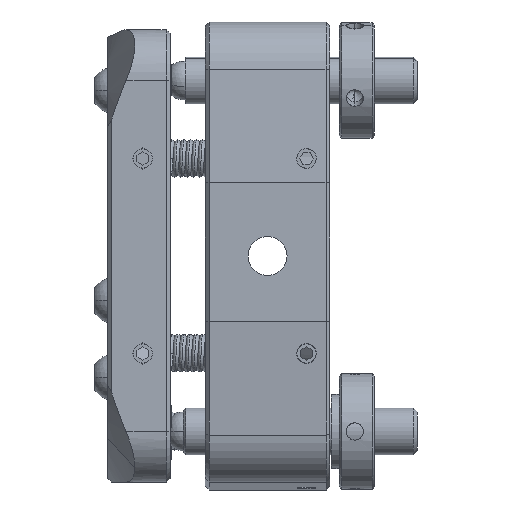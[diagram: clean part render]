
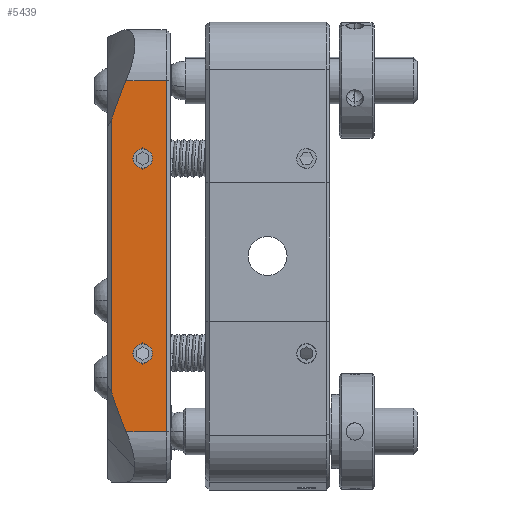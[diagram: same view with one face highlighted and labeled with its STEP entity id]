
A CAD part, left-side view. The second image highlights one B-rep face of the part: STEP entity #5439.
In plain terms, the highlighted planar face has unit normal (-1, 0, 0).
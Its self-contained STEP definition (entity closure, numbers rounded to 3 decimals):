
#118 = DIRECTION ( 'NONE',  ( 0., -1., 0. ) ) ;
#258 = EDGE_LOOP ( 'NONE', ( #13015, #23809, #15490, #25905, #2993, #346 ) ) ;
#346 = ORIENTED_EDGE ( 'NONE', *, *, #24505, .F. ) ;
#640 = ORIENTED_EDGE ( 'NONE', *, *, #7329, .F. ) ;
#1514 = EDGE_CURVE ( 'NONE', #5456, #7664, #26386, .T. ) ;
#2993 = ORIENTED_EDGE ( 'NONE', *, *, #17345, .T. ) ;
#3104 = VECTOR ( 'NONE', #23570, 1000. ) ;
#3368 = CARTESIAN_POINT ( 'NONE',  ( -38.974, 13.723, 82.5 ) ) ;
#3644 = EDGE_CURVE ( 'NONE', #4359, #23567, #16671, .T. ) ;
#3726 = LINE ( 'NONE', #4315, #19110 ) ;
#4315 = CARTESIAN_POINT ( 'NONE',  ( -38.974, 18.223, 47.5 ) ) ;
#4335 = VERTEX_POINT ( 'NONE', #20518 ) ;
#4359 = VERTEX_POINT ( 'NONE', #8074 ) ;
#4499 = DIRECTION ( 'NONE',  ( 0., -1., 0. ) ) ;
#4737 = CIRCLE ( 'NONE', #17658, 1.25 ) ;
#4896 = EDGE_LOOP ( 'NONE', ( #12548, #640 ) ) ;
#5050 = CARTESIAN_POINT ( 'NONE',  ( -38.974, 17.723, 87.428 ) ) ;
#5139 = DIRECTION ( 'NONE',  ( 0., 1., 0. ) ) ;
#5180 = CARTESIAN_POINT ( 'NONE',  ( -38.974, 18.223, 92.5 ) ) ;
#5297 = CARTESIAN_POINT ( 'NONE',  ( -38.974, 10.723, 47.5 ) ) ;
#5325 = LINE ( 'NONE', #26033, #3104 ) ;
#5439 = ADVANCED_FACE ( 'NONE', ( #6185, #11411, #19627 ), #8068, .F. ) ;
#5456 = VERTEX_POINT ( 'NONE', #8526 ) ;
#6185 = FACE_BOUND ( 'NONE', #7611, .T. ) ;
#6375 = VECTOR ( 'NONE', #19847, 1000. ) ;
#6699 = CIRCLE ( 'NONE', #24103, 1.25 ) ;
#7329 = EDGE_CURVE ( 'NONE', #22725, #12266, #21788, .T. ) ;
#7611 = EDGE_LOOP ( 'NONE', ( #21050, #12556 ) ) ;
#7664 = VERTEX_POINT ( 'NONE', #21697 ) ;
#8068 = PLANE ( 'NONE',  #18982 ) ;
#8074 = CARTESIAN_POINT ( 'NONE',  ( -38.974, 12.473, 82.5 ) ) ;
#8116 = CARTESIAN_POINT ( 'NONE',  ( -38.974, 14.973, 82.5 ) ) ;
#8160 = DIRECTION ( 'NONE',  ( 1., 0., 0. ) ) ;
#8518 = EDGE_CURVE ( 'NONE', #23567, #4359, #6699, .T. ) ;
#8526 = CARTESIAN_POINT ( 'NONE',  ( -38.974, 15.868, 47.5 ) ) ;
#9642 = CARTESIAN_POINT ( 'NONE',  ( -38.974, -37.777, 70. ) ) ;
#9995 = DIRECTION ( 'NONE',  ( -1., 0., 0. ) ) ;
#10016 = EDGE_CURVE ( 'NONE', #12731, #4335, #11199, .T. ) ;
#10185 = CARTESIAN_POINT ( 'NONE',  ( -38.974, 18.223, 47.5 ) ) ;
#10492 = DIRECTION ( 'NONE',  ( 0., -1., 0. ) ) ;
#11199 = CIRCLE ( 'NONE', #14591, 58.172 ) ;
#11266 = VECTOR ( 'NONE', #12339, 1000. ) ;
#11411 = FACE_BOUND ( 'NONE', #4896, .T. ) ;
#12266 = VERTEX_POINT ( 'NONE', #12279 ) ;
#12279 = CARTESIAN_POINT ( 'NONE',  ( -38.974, 12.473, 57.5 ) ) ;
#12339 = DIRECTION ( 'NONE',  ( 0., 0., -1. ) ) ;
#12548 = ORIENTED_EDGE ( 'NONE', *, *, #20568, .F. ) ;
#12556 = ORIENTED_EDGE ( 'NONE', *, *, #8518, .F. ) ;
#12610 = CARTESIAN_POINT ( 'NONE',  ( -38.974, 17.723, 47.5 ) ) ;
#12731 = VERTEX_POINT ( 'NONE', #5050 ) ;
#13015 = ORIENTED_EDGE ( 'NONE', *, *, #10016, .F. ) ;
#13127 = AXIS2_PLACEMENT_3D ( 'NONE', #3368, #16069, #18384 ) ;
#13157 = DIRECTION ( 'NONE',  ( 0., 1., 0. ) ) ;
#13436 = AXIS2_PLACEMENT_3D ( 'NONE', #19426, #21500, #13157 ) ;
#14591 = AXIS2_PLACEMENT_3D ( 'NONE', #9642, #22169, #5139 ) ;
#14819 = DIRECTION ( 'NONE',  ( -1., 0., 0. ) ) ;
#15490 = ORIENTED_EDGE ( 'NONE', *, *, #1514, .F. ) ;
#15761 = VERTEX_POINT ( 'NONE', #5297 ) ;
#16069 = DIRECTION ( 'NONE',  ( -1., 0., 0. ) ) ;
#16282 = DIRECTION ( 'NONE',  ( 0., -1., 0. ) ) ;
#16547 = CARTESIAN_POINT ( 'NONE',  ( -38.974, 13.723, 57.5 ) ) ;
#16671 = CIRCLE ( 'NONE', #13127, 1.25 ) ;
#16705 = AXIS2_PLACEMENT_3D ( 'NONE', #20969, #18980, #4499 ) ;
#17345 = EDGE_CURVE ( 'NONE', #15761, #18066, #5325, .T. ) ;
#17658 = AXIS2_PLACEMENT_3D ( 'NONE', #16547, #9995, #16282 ) ;
#17748 = EDGE_CURVE ( 'NONE', #12731, #7664, #26007, .T. ) ;
#18066 = VERTEX_POINT ( 'NONE', #21955 ) ;
#18384 = DIRECTION ( 'NONE',  ( 0., -1., 0. ) ) ;
#18980 = DIRECTION ( 'NONE',  ( -1., 0., 0. ) ) ;
#18982 = AXIS2_PLACEMENT_3D ( 'NONE', #10185, #8160, #22803 ) ;
#19110 = VECTOR ( 'NONE', #118, 1000. ) ;
#19426 = CARTESIAN_POINT ( 'NONE',  ( -38.974, -37.777, 70. ) ) ;
#19627 = FACE_OUTER_BOUND ( 'NONE', #258, .T. ) ;
#19847 = DIRECTION ( 'NONE',  ( 0., -1., 0. ) ) ;
#20518 = CARTESIAN_POINT ( 'NONE',  ( -38.974, 15.868, 92.5 ) ) ;
#20568 = EDGE_CURVE ( 'NONE', #12266, #22725, #4737, .T. ) ;
#20969 = CARTESIAN_POINT ( 'NONE',  ( -38.974, 13.723, 57.5 ) ) ;
#20988 = CARTESIAN_POINT ( 'NONE',  ( -38.974, 13.723, 82.5 ) ) ;
#21050 = ORIENTED_EDGE ( 'NONE', *, *, #3644, .F. ) ;
#21500 = DIRECTION ( 'NONE',  ( 1., 0., 0. ) ) ;
#21697 = CARTESIAN_POINT ( 'NONE',  ( -38.974, 17.723, 52.572 ) ) ;
#21788 = CIRCLE ( 'NONE', #16705, 1.25 ) ;
#21820 = CARTESIAN_POINT ( 'NONE',  ( -38.974, 14.973, 57.5 ) ) ;
#21955 = CARTESIAN_POINT ( 'NONE',  ( -38.974, 10.723, 92.5 ) ) ;
#22169 = DIRECTION ( 'NONE',  ( 1., 0., 0. ) ) ;
#22442 = LINE ( 'NONE', #5180, #6375 ) ;
#22725 = VERTEX_POINT ( 'NONE', #21820 ) ;
#22803 = DIRECTION ( 'NONE',  ( 0., 1., 0. ) ) ;
#23567 = VERTEX_POINT ( 'NONE', #8116 ) ;
#23570 = DIRECTION ( 'NONE',  ( 0., 0., 1. ) ) ;
#23809 = ORIENTED_EDGE ( 'NONE', *, *, #17748, .T. ) ;
#24103 = AXIS2_PLACEMENT_3D ( 'NONE', #20988, #14819, #10492 ) ;
#24505 = EDGE_CURVE ( 'NONE', #4335, #18066, #22442, .T. ) ;
#25905 = ORIENTED_EDGE ( 'NONE', *, *, #27016, .T. ) ;
#26007 = LINE ( 'NONE', #12610, #11266 ) ;
#26033 = CARTESIAN_POINT ( 'NONE',  ( -38.974, 10.723, 47.5 ) ) ;
#26386 = CIRCLE ( 'NONE', #13436, 58.172 ) ;
#27016 = EDGE_CURVE ( 'NONE', #5456, #15761, #3726, .T. ) ;
